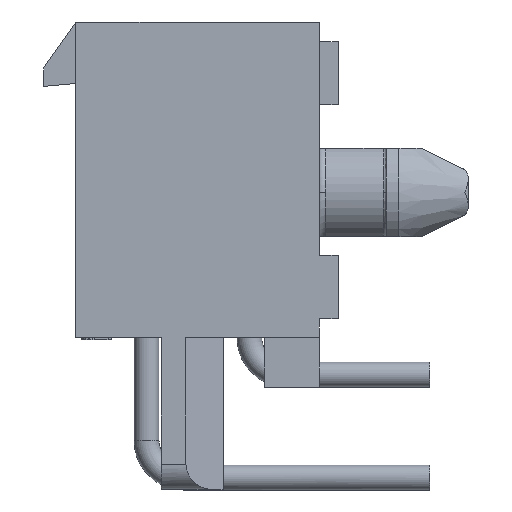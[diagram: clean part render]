
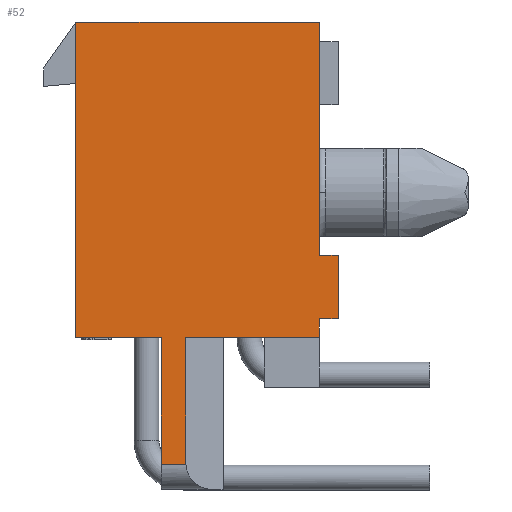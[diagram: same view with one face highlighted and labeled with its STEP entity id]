
A CAD part, left-side view. The second image highlights one B-rep face of the part: STEP entity #52.
In plain terms, the highlighted planar face has unit normal (-1, 0, 0).
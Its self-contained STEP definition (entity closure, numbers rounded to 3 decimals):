
#52=ADVANCED_FACE('',(#247),#248,.F.);
#247=FACE_OUTER_BOUND('',#647,.T.);
#248=PLANE('',#648);
#647=EDGE_LOOP('',(#1075,#1076,#1077,#1078,#1079,#1080,#1081,#1082,#1083,#1084,#1085,#1086));
#648=AXIS2_PLACEMENT_3D('',#1087,#1088,#1089);
#1075=ORIENTED_EDGE('',*,*,#2593,.T.);
#1076=ORIENTED_EDGE('',*,*,#2594,.T.);
#1077=ORIENTED_EDGE('',*,*,#2595,.F.);
#1078=ORIENTED_EDGE('',*,*,#2596,.T.);
#1079=ORIENTED_EDGE('',*,*,#2597,.F.);
#1080=ORIENTED_EDGE('',*,*,#2598,.F.);
#1081=ORIENTED_EDGE('',*,*,#2599,.F.);
#1082=ORIENTED_EDGE('',*,*,#2600,.F.);
#1083=ORIENTED_EDGE('',*,*,#2601,.F.);
#1084=ORIENTED_EDGE('',*,*,#2602,.F.);
#1085=ORIENTED_EDGE('',*,*,#2603,.F.);
#1086=ORIENTED_EDGE('',*,*,#2604,.T.);
#1087=CARTESIAN_POINT('',(-4.928,0.0,0.0));
#1088=DIRECTION('',(1.0,0.0,0.0));
#1089=DIRECTION('',(0.0,1.0,0.0));
#2593=EDGE_CURVE('',#3101,#3102,#3103,.T.);
#2594=EDGE_CURVE('',#3102,#3104,#3105,.T.);
#2595=EDGE_CURVE('',#3106,#3104,#3107,.T.);
#2596=EDGE_CURVE('',#3106,#3108,#3109,.T.);
#2597=EDGE_CURVE('',#3110,#3108,#3111,.T.);
#2598=EDGE_CURVE('',#3112,#3110,#3113,.T.);
#2599=EDGE_CURVE('',#3114,#3112,#3115,.T.);
#2600=EDGE_CURVE('',#3116,#3114,#3117,.T.);
#2601=EDGE_CURVE('',#3118,#3116,#3119,.T.);
#2602=EDGE_CURVE('',#3120,#3118,#3121,.T.);
#2603=EDGE_CURVE('',#3122,#3120,#3123,.T.);
#2604=EDGE_CURVE('',#3122,#3101,#3124,.T.);
#3101=VERTEX_POINT('',#3967);
#3102=VERTEX_POINT('',#3968);
#3103=LINE('',#3969,#3970);
#3104=VERTEX_POINT('',#3971);
#3105=LINE('',#3972,#3973);
#3106=VERTEX_POINT('',#3974);
#3107=LINE('',#3975,#3976);
#3108=VERTEX_POINT('',#3977);
#3109=LINE('',#3978,#3979);
#3110=VERTEX_POINT('',#3980);
#3111=LINE('',#3981,#3982);
#3112=VERTEX_POINT('',#3983);
#3113=LINE('',#3984,#3985);
#3114=VERTEX_POINT('',#3986);
#3115=LINE('',#3987,#3988);
#3116=VERTEX_POINT('',#3989);
#3117=LINE('',#3990,#3991);
#3118=VERTEX_POINT('',#3992);
#3119=LINE('',#3993,#3994);
#3120=VERTEX_POINT('',#3995);
#3121=LINE('',#3996,#3997);
#3122=VERTEX_POINT('',#3998);
#3123=LINE('',#3999,#4000);
#3124=LINE('',#4001,#4002);
#3967=CARTESIAN_POINT('',(-4.928,5.372,-17.805));
#3968=CARTESIAN_POINT('',(-4.928,5.372,-12.7));
#3969=CARTESIAN_POINT('',(-4.928,5.372,-17.805));
#3970=VECTOR('',#5571,5.105);
#3971=CARTESIAN_POINT('',(-4.928,0.0,-12.7));
#3972=CARTESIAN_POINT('',(-4.928,5.372,-12.7));
#3973=VECTOR('',#5572,5.372);
#3974=CARTESIAN_POINT('',(-4.928,0.0,-11.938));
#3975=CARTESIAN_POINT('',(-4.928,0.0,-11.938));
#3976=VECTOR('',#5573,0.762);
#3977=CARTESIAN_POINT('',(-4.928,-0.762,-11.938));
#3978=CARTESIAN_POINT('',(-4.928,0.0,-11.938));
#3979=VECTOR('',#5574,0.762);
#3980=CARTESIAN_POINT('',(-4.928,-0.762,-9.398));
#3981=CARTESIAN_POINT('',(-4.928,-0.762,-9.398));
#3982=VECTOR('',#5575,2.54);
#3983=CARTESIAN_POINT('',(-4.928,0.0,-9.398));
#3984=CARTESIAN_POINT('',(-4.928,0.0,-9.398));
#3985=VECTOR('',#5576,0.762);
#3986=CARTESIAN_POINT('',(-4.928,0.0,0.0));
#3987=CARTESIAN_POINT('',(-4.928,0.0,0.0));
#3988=VECTOR('',#5577,9.398);
#3989=CARTESIAN_POINT('',(-4.928,9.804,0.0));
#3990=CARTESIAN_POINT('',(-4.928,9.804,0.0));
#3991=VECTOR('',#5578,9.804);
#3992=CARTESIAN_POINT('',(-4.928,9.804,-12.7));
#3993=CARTESIAN_POINT('',(-4.928,9.804,-12.7));
#3994=VECTOR('',#5579,12.7);
#3995=CARTESIAN_POINT('',(-4.928,6.363,-12.7));
#3996=CARTESIAN_POINT('',(-4.928,6.363,-12.7));
#3997=VECTOR('',#5580,3.442);
#3998=CARTESIAN_POINT('',(-4.928,6.363,-17.805));
#3999=CARTESIAN_POINT('',(-4.928,6.363,-17.805));
#4000=VECTOR('',#5581,5.105);
#4001=CARTESIAN_POINT('',(-4.928,6.363,-17.805));
#4002=VECTOR('',#5582,0.991);
#5571=DIRECTION('',(0.0,0.0,1.0));
#5572=DIRECTION('',(0.0,-1.0,0.0));
#5573=DIRECTION('',(0.0,0.0,-1.0));
#5574=DIRECTION('',(0.0,-1.0,0.0));
#5575=DIRECTION('',(0.0,0.0,-1.0));
#5576=DIRECTION('',(0.0,-1.0,0.0));
#5577=DIRECTION('',(0.0,0.0,-1.0));
#5578=DIRECTION('',(0.0,-1.0,0.0));
#5579=DIRECTION('',(0.0,0.0,1.0));
#5580=DIRECTION('',(0.0,1.0,0.0));
#5581=DIRECTION('',(0.0,0.0,1.0));
#5582=DIRECTION('',(0.0,-1.0,0.0));
